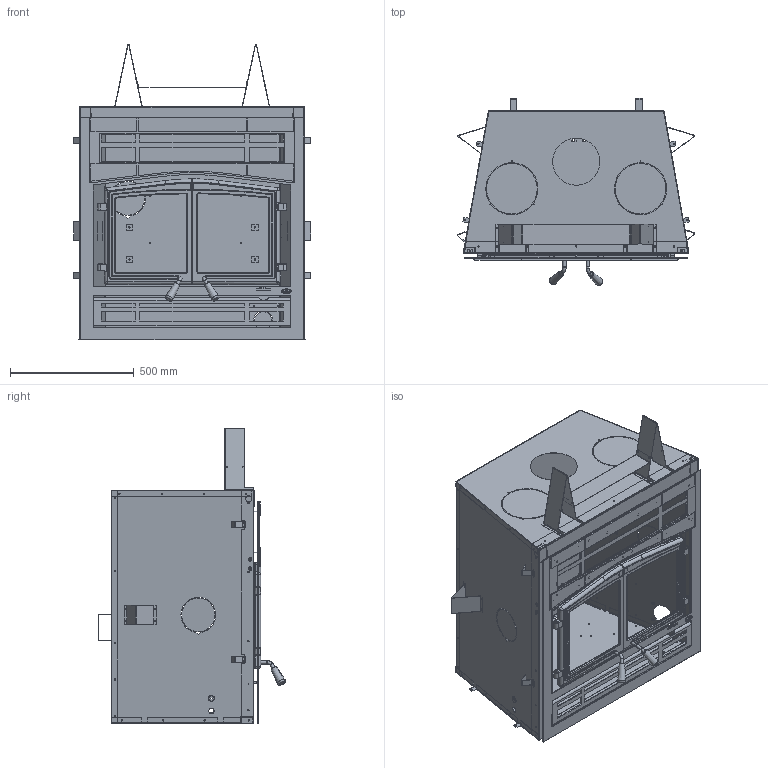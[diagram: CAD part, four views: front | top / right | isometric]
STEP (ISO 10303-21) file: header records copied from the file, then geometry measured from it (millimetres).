
FILE_DESCRIPTION(/* description */ ('-'),/* implementation_level */ '2;1');
FILE_NAME(/* name */ 'OB04003-web-2',/* time_stamp */ '2018-05-29T14:22:34-04:00',/* author */ ('Ã‰ric Blouin'),/* organization */ ('SBI inc.'),/* preprocessor_version */ 'ST-DEVELOPER v16.7',/* originating_system */ 'DEX',/* authorisation */ $);
FILE_SCHEMA (('AUTOMOTIVE_DESIGN {1 0 10303 214 3 1 1}'));
Products named in the file (41): OB04003; PL66554; PL66548; SE63755_oa_0; PL63755; PL63757; SE63754_oa_1; PL63754; PL53065; PL63768; PL63758; PL63759; PL63760; PL63767; PL63766; SE24277_oa_2; PL24277; PL53155; 30569; SE24276_oa_3; PL24276; PL53101; PL66500; OA10331_oa_4; SE66506_oa_5; PL66506; SE66513_oa_6; PL66513; SE66507_oa_7; PL66507; PL66507-C01; 30469; PL66512; PL66511; PL66510; PL66509; 30977; PL66651_oa_8; PL66651-C01; PL66652_oa_9 ...
Assembly tree (55 placements, depth 6):
  OB04003
    PL66554
    PL66548
    SE63755_oa_0
      PL63755
    PL63757
    SE63754_oa_1
      PL63754
    PL53065  x2
    PL63768  x2
    PL63758
    PL63759
    PL63760
    PL63767  x4
    PL63766  x2
    SE24277_oa_2
      PL24277
      PL53155
      30569
    SE24276_oa_3
      PL24276
      PL53101
      30569
    PL66500
    OA10331_oa_4
      SE66506_oa_5
        PL66506
        SE66513_oa_6
          PL66513
        SE66507_oa_7
          PL66507
            PL66507-C01
            30469  x7
          PL66512
          PL66511  x2
          PL66510
          PL66509  x2
      30977
    PL66651_oa_8
      PL66651-C01
    PL66652_oa_9
      PL66652-C01
Bounding box: 960.7 x 756.49 x 1196.94 mm (x, y, z)
Volume: 6762577.7 mm3; surface area: 8421153 mm2
Topology: 44 solids, 44 shells, 3157 faces, 8476 edges, 5361 vertices
Faces by surface type: plane 1404, cylinder 1091, bspline 332, cone 153, torus 131, sphere 46
Full cylindrical faces by diameter (mm): 2.063 x2, 2.381 x2, 2.624 x1, 2.769 x73, 3.175 x9, 3.183 x1, 3.307 x28, 3.556 x17, 3.962 x15, 4.191 x3, 4.75 x8, 4.762 x66, 4.763 x1, 4.775 x8, 5.156 x18, 5.563 x4, 6.198 x7, 6.35 x3, 6.401 x7, 7.137 x6, 7.144 x10, 8.611 x7, 8.89 x2, 9.525 x21, 9.922 x4, 10.16 x1, 11.326 x4, 12.649 x1, 12.7 x6, 14.3 x4
Entity records: 94970 total; most frequent: CARTESIAN_POINT 26250, DIRECTION 13725, ORIENTED_EDGE 13406, EDGE_CURVE 6703, AXIS2_PLACEMENT_3D 5119, VERTEX_POINT 4400, EDGE_LOOP 3893, FACE_BOUND 3893
